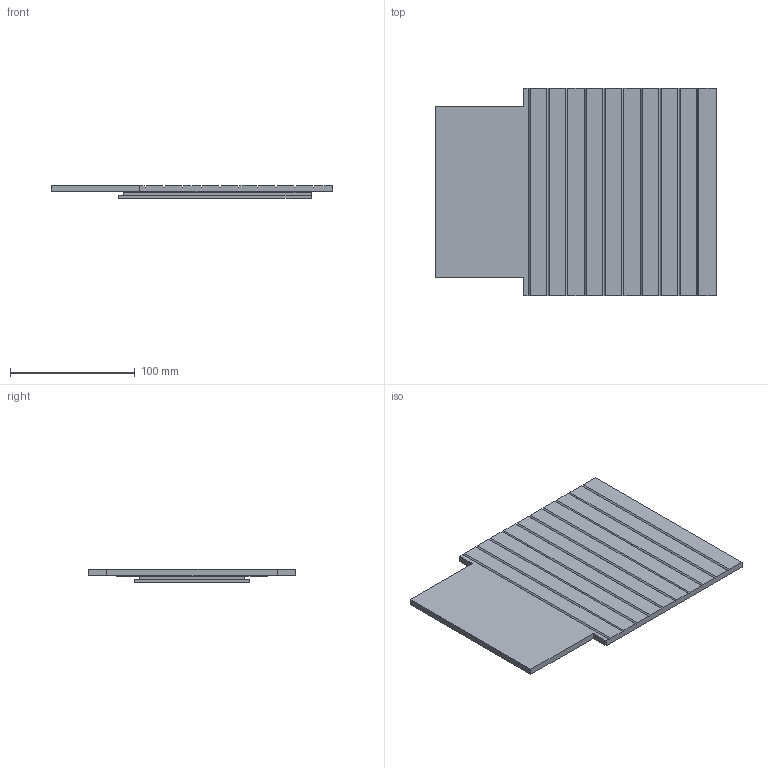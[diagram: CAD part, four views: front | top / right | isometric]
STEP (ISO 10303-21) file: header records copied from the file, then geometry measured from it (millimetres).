
FILE_DESCRIPTION(/* description */ ('STEP AP214'),/* implementation_level */ '2;1');
FILE_NAME(/* name */ '5feaa42e1229b511ee776a94',/* time_stamp */ '2020-12-29T03:36:15+00:00',/* author */ (''),/* organization */ (''),/* preprocessor_version */ 'ST-DEVELOPER v18.1',/* originating_system */ ' ',/* authorisation */ ' ');
FILE_SCHEMA (('AUTOMOTIVE_DESIGN {1 0 10303 214 3 1 1}'));
Length unit declared in the file: metre
Products named in the file (1): solar panel
Bounding box: 225 x 166.24 x 10 mm (x, y, z)
Volume: 242794.9 mm3; surface area: 81339.9 mm2
Topology: 1 solids, 1 shells, 49 faces, 138 edges, 92 vertices
Faces by surface type: plane 49
Entity records: 1582 total; most frequent: CARTESIAN_POINT 280, ORIENTED_EDGE 276, DIRECTION 238, EDGE_CURVE 138, LINE 138, VECTOR 138, VERTEX_POINT 92, EDGE_LOOP 50
